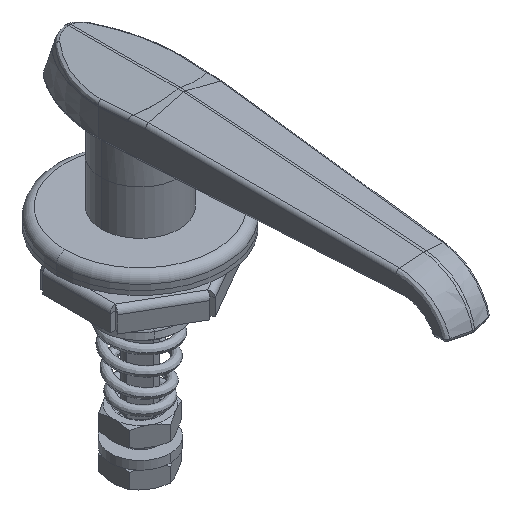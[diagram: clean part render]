
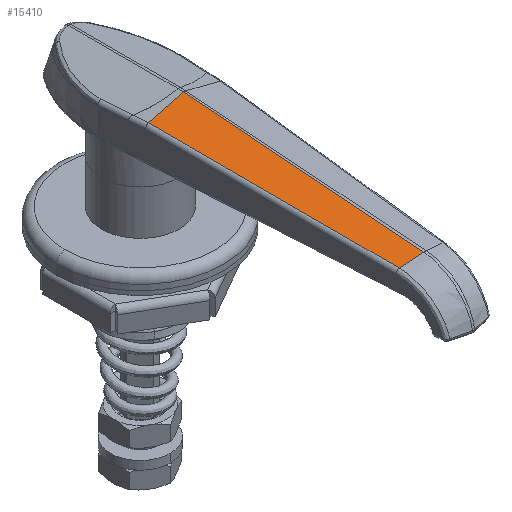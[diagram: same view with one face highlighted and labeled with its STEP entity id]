
A CAD part, isometric view. The second image highlights one B-rep face of the part: STEP entity #15410.
In plain terms, the highlighted planar face has unit normal (-0.259, -0.074, 0.963).
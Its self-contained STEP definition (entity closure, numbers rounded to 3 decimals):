
#533 = CARTESIAN_POINT ( 'NONE',  ( -7.902, -100.977, 7.301 ) ) ;
#769 = DIRECTION ( 'NONE',  ( -0.966, 0.01, -0.259 ) ) ;
#1339 = DIRECTION ( 'NONE',  ( 0.966, 0., 0.26 ) ) ;
#1402 = DIRECTION ( 'NONE',  ( -0.259, -0.075, 0.963 ) ) ;
#1586 = LINE ( 'NONE', #16995, #4356 ) ;
#1796 = CARTESIAN_POINT ( 'NONE',  ( -12.947, -15.866, 12.531 ) ) ;
#2439 = LINE ( 'NONE', #9951, #8850 ) ;
#2521 = ORIENTED_EDGE ( 'NONE', *, *, #4349, .T. ) ;
#3287 = VERTEX_POINT ( 'NONE', #4679 ) ;
#4349 = EDGE_CURVE ( 'NONE', #8968, #10097, #10497, .T. ) ;
#4356 = VECTOR ( 'NONE', #769, 1000. ) ;
#4679 = CARTESIAN_POINT ( 'NONE',  ( -0.388, -15.996, 15.896 ) ) ;
#4691 = ORIENTED_EDGE ( 'NONE', *, *, #5286, .T. ) ;
#5062 = EDGE_CURVE ( 'NONE', #15081, #3287, #2439, .T. ) ;
#5215 = CARTESIAN_POINT ( 'NONE',  ( -7.902, -100.977, 7.301 ) ) ;
#5286 = EDGE_CURVE ( 'NONE', #3287, #8968, #1586, .T. ) ;
#5393 = AXIS2_PLACEMENT_3D ( 'NONE', #12037, #1402, #1339 ) ;
#5940 = LINE ( 'NONE', #9767, #12085 ) ;
#6090 = CARTESIAN_POINT ( 'NONE',  ( -12.951, -15.866, 12.53 ) ) ;
#6915 = B_SPLINE_CURVE_WITH_KNOTS ( 'NONE', 3,
 ( #533, #11251, #9830, #9211 ),
 .UNSPECIFIED., .F., .F.,
 ( 4, 4 ),
 ( 0.001, 0.009 ),
 .UNSPECIFIED. ) ;
#7091 = ORIENTED_EDGE ( 'NONE', *, *, #5062, .T. ) ;
#7178 = CARTESIAN_POINT ( 'NONE',  ( -12.944, -15.866, 12.532 ) ) ;
#7347 = CARTESIAN_POINT ( 'NONE',  ( -12.944, -15.866, 12.532 ) ) ;
#7458 = VERTEX_POINT ( 'NONE', #5215 ) ;
#8560 = DIRECTION ( 'NONE',  ( 0., 0.997, 0.077 ) ) ;
#8706 = CARTESIAN_POINT ( 'NONE',  ( -12.951, -15.866, 12.53 ) ) ;
#8850 = VECTOR ( 'NONE', #8560, 1000. ) ;
#8944 = FACE_OUTER_BOUND ( 'NONE', #14229, .T. ) ;
#8968 = VERTEX_POINT ( 'NONE', #7178 ) ;
#9211 = CARTESIAN_POINT ( 'NONE',  ( -0.388, -102.399, 9.21 ) ) ;
#9265 = ORIENTED_EDGE ( 'NONE', *, *, #16253, .T. ) ;
#9767 = CARTESIAN_POINT ( 'NONE',  ( -13.779, -1.913, 13.387 ) ) ;
#9830 = CARTESIAN_POINT ( 'NONE',  ( -2.888, -101.892, 8.578 ) ) ;
#9951 = CARTESIAN_POINT ( 'NONE',  ( -0.388, -1.318, 17.032 ) ) ;
#10097 = VERTEX_POINT ( 'NONE', #8706 ) ;
#10255 = EDGE_CURVE ( 'NONE', #7458, #15081, #6915, .T. ) ;
#10497 =( BOUNDED_CURVE ( )  B_SPLINE_CURVE ( 3, ( #7347, #1796, #11267, #6090 ),
 .UNSPECIFIED., .F., .F. ) 
 B_SPLINE_CURVE_WITH_KNOTS ( ( 4, 4 ),
 ( 3.136, 3.141 ),
 .UNSPECIFIED. ) 
 CURVE ( )  GEOMETRIC_REPRESENTATION_ITEM ( )  RATIONAL_B_SPLINE_CURVE ( ( 1., 1., 1., 1. ) ) 
 REPRESENTATION_ITEM ( '' )  );
#11251 = CARTESIAN_POINT ( 'NONE',  ( -5.392, -101.417, 7.941 ) ) ;
#11267 = CARTESIAN_POINT ( 'NONE',  ( -12.949, -15.866, 12.53 ) ) ;
#12037 = CARTESIAN_POINT ( 'NONE',  ( 0., -1.326, 17.135 ) ) ;
#12085 = VECTOR ( 'NONE', #13532, 1000. ) ;
#12156 = PLANE ( 'NONE',  #5393 ) ;
#13532 = DIRECTION ( 'NONE',  ( 0.059, -0.996, -0.061 ) ) ;
#13733 = ORIENTED_EDGE ( 'NONE', *, *, #10255, .T. ) ;
#14007 = CARTESIAN_POINT ( 'NONE',  ( -0.388, -102.399, 9.21 ) ) ;
#14229 = EDGE_LOOP ( 'NONE', ( #2521, #9265, #13733, #7091, #4691 ) ) ;
#15081 = VERTEX_POINT ( 'NONE', #14007 ) ;
#15410 = ADVANCED_FACE ( 'NONE', ( #8944 ), #12156, .T. ) ;
#16253 = EDGE_CURVE ( 'NONE', #10097, #7458, #5940, .T. ) ;
#16995 = CARTESIAN_POINT ( 'NONE',  ( 0.142, -16.001, 16.038 ) ) ;
